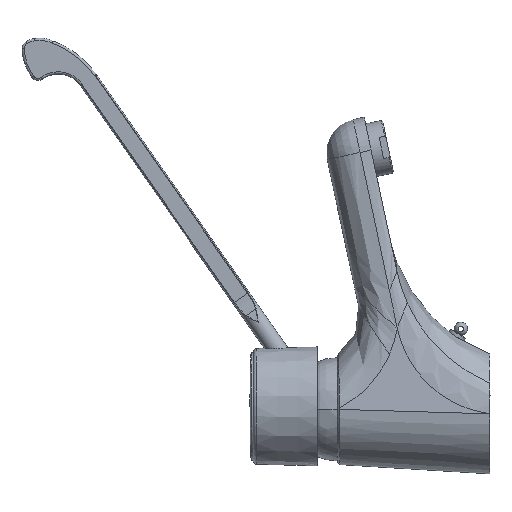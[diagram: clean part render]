
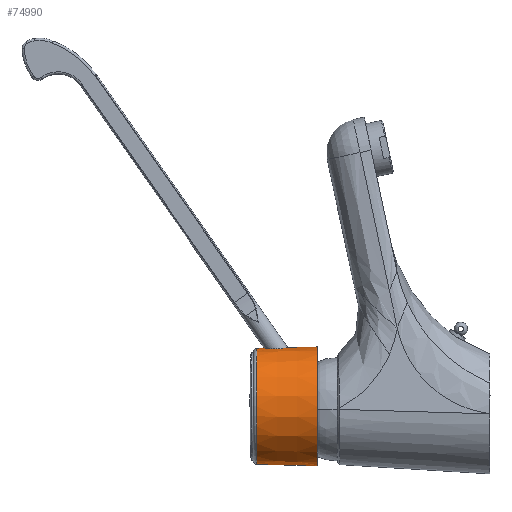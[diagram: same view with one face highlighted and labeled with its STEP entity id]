
A CAD part, left-side view. The second image highlights one B-rep face of the part: STEP entity #74990.
In plain terms, the highlighted conical face has half-angle 1.507 degrees and reference radius 26.144 mm.
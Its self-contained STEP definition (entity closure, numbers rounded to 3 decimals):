
#24269=CARTESIAN_POINT('',(0.,104.039,3.3));
#24270=DIRECTION('',(0.,1.,0.));
#24271=DIRECTION('',(0.,0.,-1.));
#24272=AXIS2_PLACEMENT_3D('',#24269,#24270,#24271);
#24274=CARTESIAN_POINT('',(0.,100.537,
29.181));
#24275=CARTESIAN_POINT('',(-0.085,100.537,
29.181));
#24276=CARTESIAN_POINT('',(-0.254,100.531,
29.18));
#24277=CARTESIAN_POINT('',(-0.509,100.502,
29.177));
#24278=CARTESIAN_POINT('',(-0.763,100.452,
29.172));
#24279=CARTESIAN_POINT('',(-1.017,100.383,
29.165));
#24280=CARTESIAN_POINT('',(-1.272,100.292,
29.156));
#24281=CARTESIAN_POINT('',(-1.525,100.179,
29.145));
#24282=CARTESIAN_POINT('',(-1.778,100.044,
29.133));
#24283=CARTESIAN_POINT('',(-2.03,99.885,
29.119));
#24284=CARTESIAN_POINT('',(-2.278,99.701,
29.103));
#24285=CARTESIAN_POINT('',(-2.523,99.492,
29.085));
#24286=CARTESIAN_POINT('',(-2.761,99.257,
29.067));
#24287=CARTESIAN_POINT('',(-2.992,98.996,
29.048));
#24288=CARTESIAN_POINT('',(-3.213,98.708,
29.029));
#24289=CARTESIAN_POINT('',(-3.421,98.397,
29.011));
#24290=CARTESIAN_POINT('',(-3.613,98.062,
28.993));
#24291=CARTESIAN_POINT('',(-3.788,97.706,
28.977));
#24292=CARTESIAN_POINT('',(-3.943,97.332,
28.964));
#24293=CARTESIAN_POINT('',(-4.075,96.943,
28.954));
#24294=CARTESIAN_POINT('',(-4.182,96.543,
28.947));
#24295=CARTESIAN_POINT('',(-4.265,96.136,
28.944));
#24296=CARTESIAN_POINT('',(-4.32,95.727,
28.946));
#24297=CARTESIAN_POINT('',(-4.35,95.319,
28.952));
#24298=CARTESIAN_POINT('',(-4.352,94.914,
28.962));
#24299=CARTESIAN_POINT('',(-4.329,94.518,
28.977));
#24300=CARTESIAN_POINT('',(-4.282,94.131,
28.995));
#24301=CARTESIAN_POINT('',(-4.21,93.757,
29.017));
#24302=CARTESIAN_POINT('',(-4.116,93.397,
29.042));
#24303=CARTESIAN_POINT('',(-4.001,93.052,
29.069));
#24304=CARTESIAN_POINT('',(-3.866,92.725,
29.098));
#24305=CARTESIAN_POINT('',(-3.712,92.414,
29.129));
#24306=CARTESIAN_POINT('',(-3.542,92.122,
29.161));
#24307=CARTESIAN_POINT('',(-3.355,91.849,
29.193));
#24308=CARTESIAN_POINT('',(-3.153,91.594,
29.225));
#24309=CARTESIAN_POINT('',(-2.939,91.359,
29.257));
#24310=CARTESIAN_POINT('',(-2.711,91.144,
29.287));
#24311=CARTESIAN_POINT('',(-2.472,90.948,
29.316));
#24312=CARTESIAN_POINT('',(-2.224,90.772,
29.343));
#24313=CARTESIAN_POINT('',(-1.966,90.616,
29.368));
#24314=CARTESIAN_POINT('',(-1.7,90.481,
29.39));
#24315=CARTESIAN_POINT('',(-1.427,90.367,
29.41));
#24316=CARTESIAN_POINT('',(-1.148,90.273,
29.426));
#24317=CARTESIAN_POINT('',(-0.865,90.2,
29.439));
#24318=CARTESIAN_POINT('',(-0.579,90.147,
29.448));
#24319=CARTESIAN_POINT('',(-0.29,90.116,
29.454));
#24320=CARTESIAN_POINT('',(-0.097,90.109,
29.455));
#24321=CARTESIAN_POINT('',(0.,90.109,
29.455));
#24323=CARTESIAN_POINT('',(0.,77.,3.3));
#24324=DIRECTION('',(0.,-1.,0.));
#24325=DIRECTION('',(0.,0.,1.));
#24326=AXIS2_PLACEMENT_3D('',#24323,#24324,#24325);
#24363=DIRECTION('',(0.,1.,0.026));
#24364=VECTOR('',#24363,27.049);
#24365=CARTESIAN_POINT('',(0.,77.,-23.2));
#24366=LINE('',#24365,#24364);
#24372=DIRECTION('',(0.,1.,-0.026));
#24373=VECTOR('',#24372,13.113);
#24374=CARTESIAN_POINT('',(0.,77.,29.8));
#24375=LINE('',#24374,#24373);
#24425=DIRECTION('',(0.,1.,-0.026));
#24426=VECTOR('',#24425,3.503);
#24427=CARTESIAN_POINT('',(0.,100.537,
29.181));
#24428=LINE('',#24427,#24426);
#37650=CARTESIAN_POINT('',(0.,90.109,
29.455));
#37651=VERTEX_POINT('',#37650);
#37652=CARTESIAN_POINT('',(0.,77.,29.8));
#37653=CARTESIAN_POINT('',(0.,77.,-23.2));
#37654=VERTEX_POINT('',#37652);
#37655=VERTEX_POINT('',#37653);
#37657=VERTEX_POINT('',#24274);
#37711=CARTESIAN_POINT('',(0.,104.039,
29.088));
#37712=CARTESIAN_POINT('',(0.,104.039,
-22.488));
#37713=VERTEX_POINT('',#37711);
#37714=VERTEX_POINT('',#37712);
#74972=CARTESIAN_POINT('',(0.,90.52,3.3));
#74973=DIRECTION('',(0.,-1.,0.));
#74974=DIRECTION('',(0.,0.,-1.));
#74975=AXIS2_PLACEMENT_3D('',#74972,#74973,#74974);
#74976=CONICAL_SURFACE('',#74975,26.144,1.507);
#74978=ORIENTED_EDGE('',*,*,#74977,.T.);
#74980=ORIENTED_EDGE('',*,*,#74979,.F.);
#74982=ORIENTED_EDGE('',*,*,#74981,.T.);
#74984=ORIENTED_EDGE('',*,*,#74983,.F.);
#74985=ORIENTED_EDGE('',*,*,#74953,.T.);
#74987=ORIENTED_EDGE('',*,*,#74986,.T.);
#74988=EDGE_LOOP('',(#74978,#74980,#74982,#74984,#74985,#74987));
#74989=FACE_OUTER_BOUND('',#74988,.F.);
#74990=ADVANCED_FACE('',(#74989),#74976,.T.);
#24273=CIRCLE('',#24272,25.788);
#24322=B_SPLINE_CURVE_WITH_KNOTS('',3,(#24274,#24275,#24276,#24277,#24278,
#24279,#24280,#24281,#24282,#24283,#24284,#24285,#24286,#24287,#24288,#24289,
#24290,#24291,#24292,#24293,#24294,#24295,#24296,#24297,#24298,#24299,#24300,
#24301,#24302,#24303,#24304,#24305,#24306,#24307,#24308,#24309,#24310,#24311,
#24312,#24313,#24314,#24315,#24316,#24317,#24318,#24319,#24320,#24321),
.UNSPECIFIED.,.F.,.F.,(4,1,1,1,1,1,1,1,1,1,1,1,1,1,1,1,1,1,1,1,1,1,1,1,1,1,1,1,
1,1,1,1,1,1,1,1,1,1,1,1,1,1,1,1,1,4),(0.,0.022,0.044,
0.067,0.089,0.111,0.133,
0.156,0.178,0.2,0.222,0.244,
0.267,0.289,0.311,0.333,
0.356,0.378,0.4,0.422,0.444,
0.467,0.489,0.511,0.533,
0.556,0.578,0.6,0.622,0.644,
0.667,0.689,0.711,0.733,
0.756,0.778,0.8,0.822,0.844,
0.867,0.889,0.911,0.933,
0.956,0.978,1.),.UNSPECIFIED.);
#24327=CIRCLE('',#24326,26.5);
#74953=EDGE_CURVE('',#37654,#37655,#24327,.T.);
#74977=EDGE_CURVE('',#37714,#37713,#24273,.T.);
#74979=EDGE_CURVE('',#37657,#37713,#24428,.T.);
#74981=EDGE_CURVE('',#37657,#37651,#24322,.T.);
#74983=EDGE_CURVE('',#37654,#37651,#24375,.T.);
#74986=EDGE_CURVE('',#37655,#37714,#24366,.T.);
